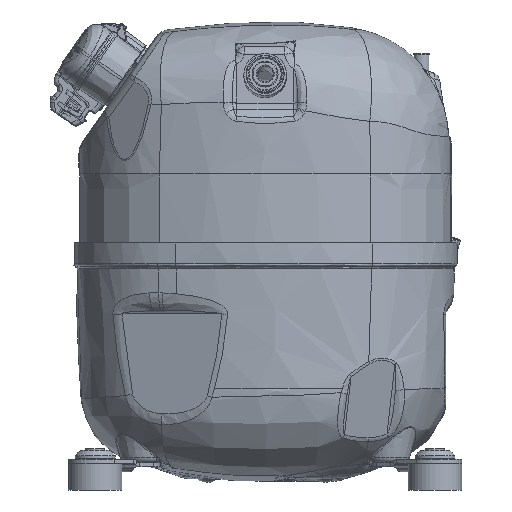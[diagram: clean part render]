
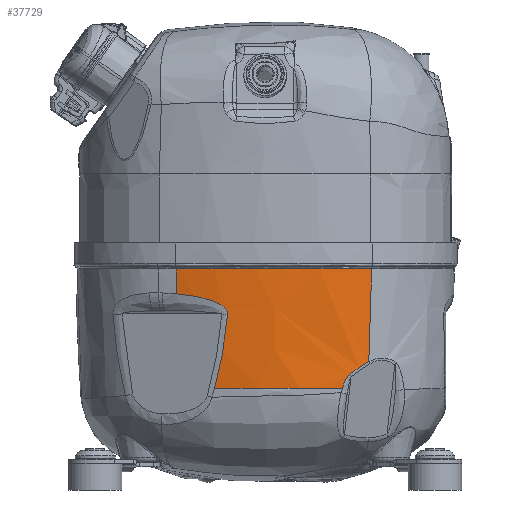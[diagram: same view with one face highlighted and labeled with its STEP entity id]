
A CAD part, front view. The second image highlights one B-rep face of the part: STEP entity #37729.
In plain terms, the highlighted free-form (B-spline) face has degree [3, 3] with [7, 4] control points.
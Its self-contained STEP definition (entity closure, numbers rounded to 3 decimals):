
#559=B_SPLINE_SURFACE_WITH_KNOTS('',3,3,((#266482,#266483,#266484,#266485),
(#266486,#266487,#266488,#266489),(#266490,#266491,#266492,#266493),(#266494,
#266495,#266496,#266497),(#266498,#266499,#266500,#266501),(#266502,#266503,
#266504,#266505),(#266506,#266507,#266508,#266509)),.UNSPECIFIED.,.F.,.F.,
 .F.,(4,3,4),(4,4),(0.,0.5,1.),(0.,1.),.UNSPECIFIED.);
#8756=B_SPLINE_CURVE_WITH_KNOTS('',3,(#265528,#265529,#265530,#265531),
 .UNSPECIFIED.,.F.,.F.,(4,4),(0.,1.),.UNSPECIFIED.);
#8757=B_SPLINE_CURVE_WITH_KNOTS('',3,(#265546,#265547,#265548,#265549,#265550,
#265551,#265552,#265553),.UNSPECIFIED.,.F.,.F.,(4,2,2,4),(0.,0.5,
0.75,1.),.UNSPECIFIED.);
#8759=B_SPLINE_CURVE_WITH_KNOTS('',3,(#265583,#265584,#265585,#265586,#265587,
#265588),.UNSPECIFIED.,.F.,.F.,(4,2,4),(0.,0.5,1.),.UNSPECIFIED.);
#8761=B_SPLINE_CURVE_WITH_KNOTS('',3,(#265622,#265623,#265624,#265625),
 .UNSPECIFIED.,.F.,.F.,(4,4),(0.,1.),.UNSPECIFIED.);
#8762=B_SPLINE_CURVE_WITH_KNOTS('',3,(#265646,#265647,#265648,#265649,#265650,
#265651,#265652,#265653,#265654,#265655),.UNSPECIFIED.,.F.,.F.,(4,2,2,2,
4),(0.,0.5,0.75,0.875,1.),.UNSPECIFIED.);
#8779=B_SPLINE_CURVE_WITH_KNOTS('',3,(#266403,#266404,#266405,#266406),
 .UNSPECIFIED.,.F.,.F.,(4,4),(0.,1.),.UNSPECIFIED.);
#8784=B_SPLINE_CURVE_WITH_KNOTS('',3,(#266469,#266470,#266471,#266472,#266473,
#266474,#266475,#266476),.UNSPECIFIED.,.F.,.F.,(4,2,2,4),(0.,0.5,0.75,1.),
 .UNSPECIFIED.);
#8785=B_SPLINE_CURVE_WITH_KNOTS('',3,(#266478,#266479,#266480,#266481),
 .UNSPECIFIED.,.F.,.F.,(4,4),(0.,1.),.UNSPECIFIED.);
#14695=FACE_OUTER_BOUND('',#47230,.T.);
#37729=ADVANCED_FACE('',(#14695),#559,.T.);
#47230=EDGE_LOOP('',(#76934,#76935,#76936,#76937,#76938,#76939,#76940,#76941));
#76934=ORIENTED_EDGE('',*,*,#103346,.T.);
#76935=ORIENTED_EDGE('',*,*,#103351,.T.);
#76936=ORIENTED_EDGE('',*,*,#103352,.T.);
#76937=ORIENTED_EDGE('',*,*,#103324,.T.);
#76938=ORIENTED_EDGE('',*,*,#103322,.T.);
#76939=ORIENTED_EDGE('',*,*,#103320,.T.);
#76940=ORIENTED_EDGE('',*,*,#103318,.T.);
#76941=ORIENTED_EDGE('',*,*,#103316,.T.);
#88150=VERTEX_POINT('',#265527);
#88151=VERTEX_POINT('',#265532);
#88152=VERTEX_POINT('',#265554);
#88153=VERTEX_POINT('',#265589);
#88154=VERTEX_POINT('',#265626);
#88155=VERTEX_POINT('',#265656);
#88164=VERTEX_POINT('',#266402);
#88167=VERTEX_POINT('',#266477);
#103316=EDGE_CURVE('',#88151,#88150,#8756,.T.);
#103318=EDGE_CURVE('',#88152,#88151,#8757,.T.);
#103320=EDGE_CURVE('',#88153,#88152,#8759,.T.);
#103322=EDGE_CURVE('',#88154,#88153,#8761,.T.);
#103324=EDGE_CURVE('',#88155,#88154,#8762,.T.);
#103346=EDGE_CURVE('',#88150,#88164,#8779,.T.);
#103351=EDGE_CURVE('',#88164,#88167,#8784,.T.);
#103352=EDGE_CURVE('',#88167,#88155,#8785,.T.);
#265527=CARTESIAN_POINT('',(61.985,-76.42,-59.013));
#265528=CARTESIAN_POINT('',(50.466,-79.445,-66.778));
#265529=CARTESIAN_POINT('',(54.11,-78.635,-63.833));
#265530=CARTESIAN_POINT('',(57.941,-77.645,-61.199));
#265531=CARTESIAN_POINT('',(61.985,-76.42,-59.013));
#265532=CARTESIAN_POINT('',(50.466,-79.445,-66.778));
#265546=CARTESIAN_POINT('',(46.183,-80.08,-74.998));
#265547=CARTESIAN_POINT('',(46.664,-80.05,-73.506));
#265548=CARTESIAN_POINT('',(47.198,-80.001,-72.037));
#265549=CARTESIAN_POINT('',(48.189,-79.868,-69.911));
#265550=CARTESIAN_POINT('',(48.551,-79.814,-69.214));
#265551=CARTESIAN_POINT('',(49.386,-79.669,-67.903));
#265552=CARTESIAN_POINT('',(49.859,-79.58,-67.268));
#265553=CARTESIAN_POINT('',(50.466,-79.445,-66.778));
#265554=CARTESIAN_POINT('',(46.183,-80.08,-74.998));
#265583=CARTESIAN_POINT('',(-30.264,-83.231,-74.997));
#265584=CARTESIAN_POINT('',(-17.612,-85.198,-74.996));
#265585=CARTESIAN_POINT('',(-4.671,-85.935,-74.995));
#265586=CARTESIAN_POINT('',(21.055,-84.864,-74.995));
#265587=CARTESIAN_POINT('',(33.836,-83.058,-74.996));
#265588=CARTESIAN_POINT('',(46.183,-80.08,-74.998));
#265589=CARTESIAN_POINT('',(-30.264,-83.231,-74.997));
#265622=CARTESIAN_POINT('',(-22.445,-85.952,-30.857));
#265623=CARTESIAN_POINT('',(-23.788,-85.487,-45.794));
#265624=CARTESIAN_POINT('',(-26.182,-84.658,-60.622));
#265625=CARTESIAN_POINT('',(-30.264,-83.231,-74.997));
#265626=CARTESIAN_POINT('',(-22.445,-85.952,-30.857));
#265646=CARTESIAN_POINT('',(-52.999,-80.308,-18.513));
#265647=CARTESIAN_POINT('',(-47.307,-81.855,-19.012));
#265648=CARTESIAN_POINT('',(-41.597,-83.134,-19.767));
#265649=CARTESIAN_POINT('',(-33.121,-84.641,-22.004));
#265650=CARTESIAN_POINT('',(-30.303,-85.074,-22.926));
#265651=CARTESIAN_POINT('',(-26.424,-85.58,-24.997));
#265652=CARTESIAN_POINT('',(-25.164,-85.728,-25.811));
#265653=CARTESIAN_POINT('',(-23.098,-85.939,-27.945));
#265654=CARTESIAN_POINT('',(-22.31,-85.999,-29.355));
#265655=CARTESIAN_POINT('',(-22.445,-85.952,-30.857));
#265656=CARTESIAN_POINT('',(-52.999,-80.308,-18.513));
#266402=CARTESIAN_POINT('',(63.71,-77.163,-3.599));
#266403=CARTESIAN_POINT('',(61.985,-76.42,-59.013));
#266404=CARTESIAN_POINT('',(63.126,-76.908,-40.567));
#266405=CARTESIAN_POINT('',(63.698,-77.157,-22.088));
#266406=CARTESIAN_POINT('',(63.71,-77.163,-3.599));
#266469=CARTESIAN_POINT('',(63.71,-77.163,-3.599));
#266470=CARTESIAN_POINT('',(44.865,-83.443,-3.599));
#266471=CARTESIAN_POINT('',(25.573,-86.843,-3.599));
#266472=CARTESIAN_POINT('',(-4.026,-87.701,-3.599));
#266473=CARTESIAN_POINT('',(-14.018,-87.256,-3.599));
#266474=CARTESIAN_POINT('',(-33.705,-84.908,-3.599));
#266475=CARTESIAN_POINT('',(-43.418,-83.017,-3.599));
#266476=CARTESIAN_POINT('',(-53.,-80.405,-3.599));
#266477=CARTESIAN_POINT('',(-53.,-80.405,-3.599));
#266478=CARTESIAN_POINT('',(-53.,-80.405,-3.599));
#266479=CARTESIAN_POINT('',(-53.,-80.402,-8.595));
#266480=CARTESIAN_POINT('',(-53.,-80.37,-13.566));
#266481=CARTESIAN_POINT('',(-52.999,-80.308,-18.513));
#266482=CARTESIAN_POINT('',(64.372,-76.941,-3.171));
#266483=CARTESIAN_POINT('',(64.37,-76.938,-27.257));
#266484=CARTESIAN_POINT('',(63.885,-76.365,-51.344));
#266485=CARTESIAN_POINT('',(62.922,-75.225,-75.43));
#266486=CARTESIAN_POINT('',(45.789,-83.206,-3.171));
#266487=CARTESIAN_POINT('',(45.788,-83.203,-27.256));
#266488=CARTESIAN_POINT('',(45.443,-82.583,-51.341));
#266489=CARTESIAN_POINT('',(44.758,-81.349,-75.426));
#266490=CARTESIAN_POINT('',(25.815,-86.851,-3.171));
#266491=CARTESIAN_POINT('',(25.814,-86.848,-27.255));
#266492=CARTESIAN_POINT('',(25.62,-86.201,-51.34));
#266493=CARTESIAN_POINT('',(25.234,-84.913,-75.424));
#266494=CARTESIAN_POINT('',(5.689,-87.42,-3.171));
#266495=CARTESIAN_POINT('',(5.689,-87.417,-27.255));
#266496=CARTESIAN_POINT('',(5.646,-86.765,-51.34));
#266497=CARTESIAN_POINT('',(5.561,-85.468,-75.424));
#266498=CARTESIAN_POINT('',(-14.437,-87.988,-3.171));
#266499=CARTESIAN_POINT('',(-14.436,-87.985,-27.255));
#266500=CARTESIAN_POINT('',(-14.327,-87.329,-51.34));
#266501=CARTESIAN_POINT('',(-14.111,-86.024,-75.424));
#266502=CARTESIAN_POINT('',(-34.675,-85.476,-3.171));
#266503=CARTESIAN_POINT('',(-34.674,-85.473,-27.256));
#266504=CARTESIAN_POINT('',(-34.413,-84.836,-51.341));
#266505=CARTESIAN_POINT('',(-33.894,-83.569,-75.425));
#266506=CARTESIAN_POINT('',(-53.732,-80.204,-3.171));
#266507=CARTESIAN_POINT('',(-53.731,-80.201,-27.257));
#266508=CARTESIAN_POINT('',(-53.326,-79.603,-51.342));
#266509=CARTESIAN_POINT('',(-52.522,-78.415,-75.428));
